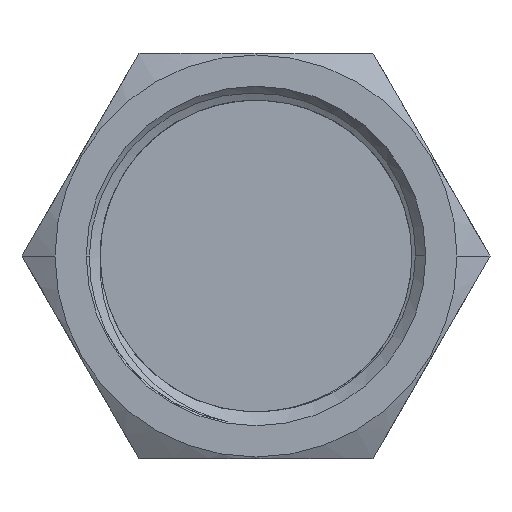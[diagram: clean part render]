
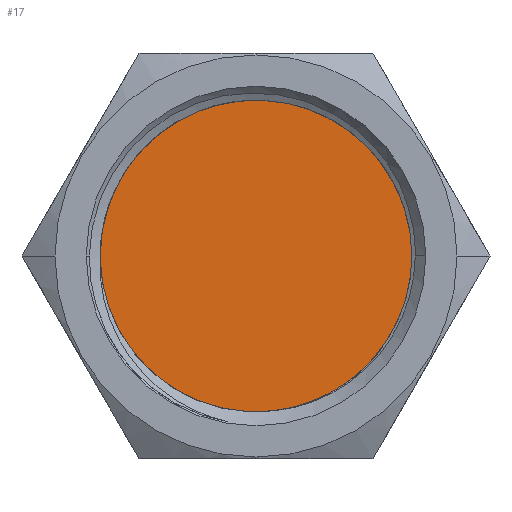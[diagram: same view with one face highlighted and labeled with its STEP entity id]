
A CAD part, left-side view. The second image highlights one B-rep face of the part: STEP entity #17.
In plain terms, the highlighted face is planar.
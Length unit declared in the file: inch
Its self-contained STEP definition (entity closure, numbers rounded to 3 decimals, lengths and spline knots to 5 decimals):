
#17 = ADVANCED_FACE ( 'NONE', ( #4049 ), #2529, .F. ) ;
#743 = CARTESIAN_POINT ( 'NONE',  ( 0., -0.047, 0. ) ) ;
#897 = CARTESIAN_POINT ( 'NONE',  ( 0., -0.047, -0.48125 ) ) ;
#1345 = AXIS2_PLACEMENT_3D ( 'NONE', #743, #2884, #3564 ) ;
#1558 = ORIENTED_EDGE ( 'NONE', *, *, #4074, .F. ) ;
#1604 = CIRCLE ( 'NONE', #1724, 0.48125 ) ;
#1706 = VERTEX_POINT ( 'NONE', #4453 ) ;
#1724 = AXIS2_PLACEMENT_3D ( 'NONE', #3802, #3455, #2367 ) ;
#1778 = CARTESIAN_POINT ( 'NONE',  ( 0., -0.047, 0. ) ) ;
#1932 = EDGE_CURVE ( 'NONE', #1706, #3816, #1604, .T. ) ;
#2219 = CIRCLE ( 'NONE', #4169, 0.48125 ) ;
#2367 = DIRECTION ( 'NONE',  ( 0., 0., 1. ) ) ;
#2529 = PLANE ( 'NONE',  #1345 ) ;
#2880 = DIRECTION ( 'NONE',  ( 0., 0., 1. ) ) ;
#2884 = DIRECTION ( 'NONE',  ( 0., 1., 0. ) ) ;
#3175 = EDGE_LOOP ( 'NONE', ( #1558, #3809 ) ) ;
#3455 = DIRECTION ( 'NONE',  ( 0., 1., 0. ) ) ;
#3564 = DIRECTION ( 'NONE',  ( 0., 0., 1. ) ) ;
#3802 = CARTESIAN_POINT ( 'NONE',  ( 0., -0.047, 0. ) ) ;
#3809 = ORIENTED_EDGE ( 'NONE', *, *, #1932, .F. ) ;
#3816 = VERTEX_POINT ( 'NONE', #897 ) ;
#4049 = FACE_OUTER_BOUND ( 'NONE', #3175, .T. ) ;
#4074 = EDGE_CURVE ( 'NONE', #3816, #1706, #2219, .T. ) ;
#4169 = AXIS2_PLACEMENT_3D ( 'NONE', #1778, #4250, #2880 ) ;
#4250 = DIRECTION ( 'NONE',  ( 0., 1., 0. ) ) ;
#4453 = CARTESIAN_POINT ( 'NONE',  ( 0., -0.047, 0.48125 ) ) ;
